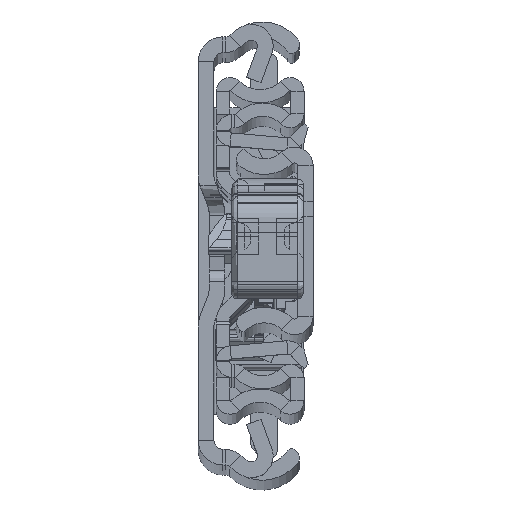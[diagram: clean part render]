
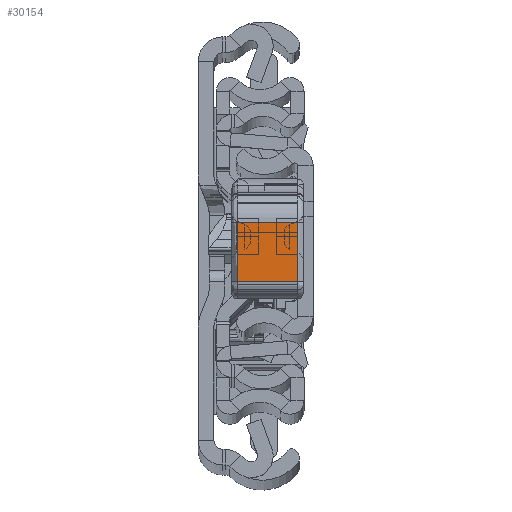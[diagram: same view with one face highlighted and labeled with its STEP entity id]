
A CAD part, top view. The second image highlights one B-rep face of the part: STEP entity #30154.
In plain terms, the highlighted face is planar.
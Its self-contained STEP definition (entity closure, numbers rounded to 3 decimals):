
#698 = VERTEX_POINT ( 'NONE', #5535 ) ;
#859 = LINE ( 'NONE', #24373, #27417 ) ;
#1371 = CARTESIAN_POINT ( 'NONE',  ( 39.818, -2.465, 0. ) ) ;
#2637 = EDGE_CURVE ( 'NONE', #21105, #698, #31906, .T. ) ;
#3382 = ORIENTED_EDGE ( 'NONE', *, *, #9792, .T. ) ;
#3918 = FACE_OUTER_BOUND ( 'NONE', #30241, .T. ) ;
#4532 = DIRECTION ( 'NONE',  ( 0.027, 1., 0. ) ) ;
#5054 = CARTESIAN_POINT ( 'NONE',  ( 39.55, -12.274, 11. ) ) ;
#5535 = CARTESIAN_POINT ( 'NONE',  ( 39.55, -12.274, 10. ) ) ;
#5981 = CARTESIAN_POINT ( 'NONE',  ( 39.55, -12.274, 0. ) ) ;
#6458 = CARTESIAN_POINT ( 'NONE',  ( 39.818, -2.465, 10. ) ) ;
#7072 = LINE ( 'NONE', #27725, #19876 ) ;
#8440 = ORIENTED_EDGE ( 'NONE', *, *, #2637, .T. ) ;
#8847 = DIRECTION ( 'NONE',  ( -1., 0.027, 0. ) ) ;
#9792 = EDGE_CURVE ( 'NONE', #698, #17334, #10320, .T. ) ;
#10320 = LINE ( 'NONE', #5054, #23523 ) ;
#14121 = CARTESIAN_POINT ( 'NONE',  ( 39.55, -12.274, 11. ) ) ;
#15587 = DIRECTION ( 'NONE',  ( 0., 0., -1. ) ) ;
#16499 = CARTESIAN_POINT ( 'NONE',  ( 39.55, -12.274, 10. ) ) ;
#17334 = VERTEX_POINT ( 'NONE', #5981 ) ;
#19183 = DIRECTION ( 'NONE',  ( -0.027, -1., 0. ) ) ;
#19349 = DIRECTION ( 'NONE',  ( -0.027, -1., 0. ) ) ;
#19876 = VECTOR ( 'NONE', #4532, 1000. ) ;
#19886 = EDGE_CURVE ( 'NONE', #31278, #21105, #859, .T. ) ;
#20102 = EDGE_CURVE ( 'NONE', #17334, #31278, #7072, .T. ) ;
#21105 = VERTEX_POINT ( 'NONE', #6458 ) ;
#21521 = DIRECTION ( 'NONE',  ( 0., 0., 1. ) ) ;
#22845 = ORIENTED_EDGE ( 'NONE', *, *, #20102, .T. ) ;
#23523 = VECTOR ( 'NONE', #15587, 1000. ) ;
#24373 = CARTESIAN_POINT ( 'NONE',  ( 39.818, -2.465, 11. ) ) ;
#27270 = PLANE ( 'NONE',  #28994 ) ;
#27417 = VECTOR ( 'NONE', #21521, 1000. ) ;
#27725 = CARTESIAN_POINT ( 'NONE',  ( 39.55, -12.274, 0. ) ) ;
#28994 = AXIS2_PLACEMENT_3D ( 'NONE', #14121, #8847, #19183 ) ;
#30154 = ADVANCED_FACE ( 'NONE', ( #3918 ), #27270, .F. ) ;
#30241 = EDGE_LOOP ( 'NONE', ( #3382, #22845, #30293, #8440 ) ) ;
#30293 = ORIENTED_EDGE ( 'NONE', *, *, #19886, .T. ) ;
#30651 = VECTOR ( 'NONE', #19349, 1000. ) ;
#31278 = VERTEX_POINT ( 'NONE', #1371 ) ;
#31906 = LINE ( 'NONE', #16499, #30651 ) ;
